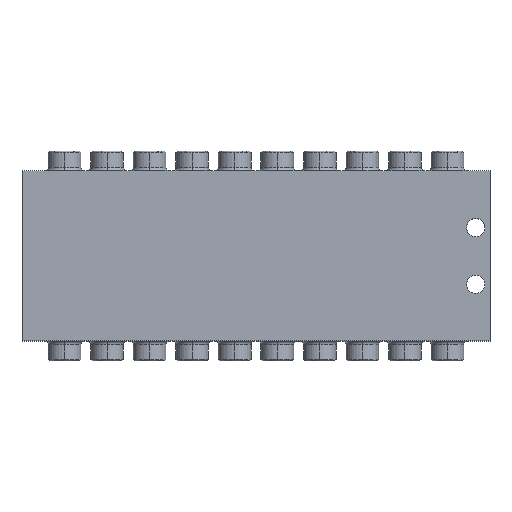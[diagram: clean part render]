
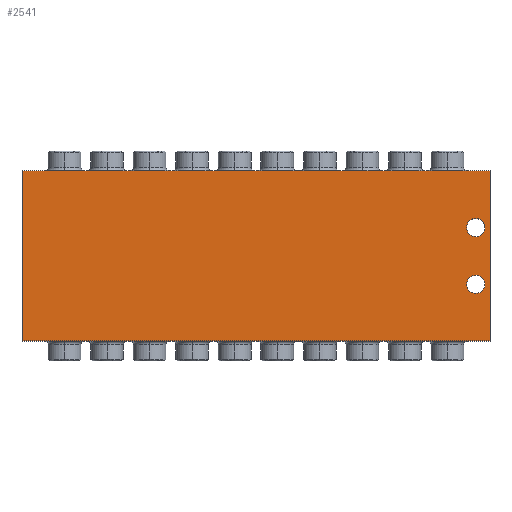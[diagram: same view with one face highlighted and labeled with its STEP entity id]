
A CAD part, top view. The second image highlights one B-rep face of the part: STEP entity #2541.
In plain terms, the highlighted planar face has unit normal (0, 0, 1).
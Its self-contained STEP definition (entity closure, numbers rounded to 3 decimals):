
#253 = ORIENTED_EDGE ( 'NONE', *, *, #3913, .F. ) ;
#414 = EDGE_CURVE ( 'NONE', #11623, #1436, #1945, .T. ) ;
#1037 = CARTESIAN_POINT ( 'NONE',  ( -82.5, -30., 30. ) ) ;
#1336 = CIRCLE ( 'NONE', #7420, 3.2 ) ;
#1339 = DIRECTION ( 'NONE',  ( 1., 0., 0. ) ) ;
#1436 = VERTEX_POINT ( 'NONE', #10911 ) ;
#1501 = DIRECTION ( 'NONE',  ( 0., 0., 1. ) ) ;
#1568 = LINE ( 'NONE', #7137, #4516 ) ;
#1601 = DIRECTION ( 'NONE',  ( -1., 0., 0. ) ) ;
#1688 = DIRECTION ( 'NONE',  ( 1., 0., 0. ) ) ;
#1740 = VERTEX_POINT ( 'NONE', #8218 ) ;
#1756 = ORIENTED_EDGE ( 'NONE', *, *, #4437, .T. ) ;
#1777 = LINE ( 'NONE', #9486, #11676 ) ;
#1840 = FACE_OUTER_BOUND ( 'NONE', #9196, .T. ) ;
#1945 = CIRCLE ( 'NONE', #6144, 3.2 ) ;
#2145 = CARTESIAN_POINT ( 'NONE',  ( 82.5, 30., 30. ) ) ;
#2525 = PLANE ( 'NONE',  #5084 ) ;
#2541 = ADVANCED_FACE ( 'NONE', ( #4613, #3388, #1840 ), #2525, .T. ) ;
#2739 = VECTOR ( 'NONE', #8963, 1000. ) ;
#3360 = CIRCLE ( 'NONE', #4666, 3.2 ) ;
#3388 = FACE_BOUND ( 'NONE', #5970, .T. ) ;
#3509 = CARTESIAN_POINT ( 'NONE',  ( -82.5, -30., 30. ) ) ;
#3786 = CARTESIAN_POINT ( 'NONE',  ( 74.3, 10., 30. ) ) ;
#3913 = EDGE_CURVE ( 'NONE', #9180, #7430, #6302, .T. ) ;
#3969 = EDGE_CURVE ( 'NONE', #7430, #9180, #3360, .T. ) ;
#4050 = EDGE_CURVE ( 'NONE', #6762, #7862, #9704, .T. ) ;
#4384 = ORIENTED_EDGE ( 'NONE', *, *, #414, .F. ) ;
#4437 = EDGE_CURVE ( 'NONE', #1740, #9309, #5512, .T. ) ;
#4516 = VECTOR ( 'NONE', #8088, 1000. ) ;
#4613 = FACE_BOUND ( 'NONE', #10715, .T. ) ;
#4666 = AXIS2_PLACEMENT_3D ( 'NONE', #9788, #5808, #5764 ) ;
#4826 = CARTESIAN_POINT ( 'NONE',  ( 77.5, 10., 30. ) ) ;
#5084 = AXIS2_PLACEMENT_3D ( 'NONE', #3509, #11344, #10276 ) ;
#5490 = CARTESIAN_POINT ( 'NONE',  ( 77.5, 10., 30. ) ) ;
#5512 = LINE ( 'NONE', #2145, #2739 ) ;
#5582 = AXIS2_PLACEMENT_3D ( 'NONE', #5630, #10615, #1688 ) ;
#5630 = CARTESIAN_POINT ( 'NONE',  ( 77.5, -10., 30. ) ) ;
#5764 = DIRECTION ( 'NONE',  ( 1., 0., 0. ) ) ;
#5808 = DIRECTION ( 'NONE',  ( 0., 0., 1. ) ) ;
#5823 = DIRECTION ( 'NONE',  ( 0., 0., 1. ) ) ;
#5878 = CARTESIAN_POINT ( 'NONE',  ( 82.5, 30., 30. ) ) ;
#5970 = EDGE_LOOP ( 'NONE', ( #11481, #4384 ) ) ;
#6144 = AXIS2_PLACEMENT_3D ( 'NONE', #4826, #5823, #10672 ) ;
#6166 = CARTESIAN_POINT ( 'NONE',  ( 80.7, -10., 30. ) ) ;
#6302 = CIRCLE ( 'NONE', #5582, 3.2 ) ;
#6762 = VERTEX_POINT ( 'NONE', #8046 ) ;
#6773 = VECTOR ( 'NONE', #7973, 1000. ) ;
#6819 = EDGE_CURVE ( 'NONE', #7862, #1740, #1568, .T. ) ;
#7137 = CARTESIAN_POINT ( 'NONE',  ( -82.5, -30., 30. ) ) ;
#7420 = AXIS2_PLACEMENT_3D ( 'NONE', #5490, #1501, #1339 ) ;
#7430 = VERTEX_POINT ( 'NONE', #6166 ) ;
#7862 = VERTEX_POINT ( 'NONE', #1037 ) ;
#7932 = CARTESIAN_POINT ( 'NONE',  ( -82.5, 30., 30. ) ) ;
#7973 = DIRECTION ( 'NONE',  ( 0., -1., 0. ) ) ;
#8046 = CARTESIAN_POINT ( 'NONE',  ( -82.5, 30., 30. ) ) ;
#8088 = DIRECTION ( 'NONE',  ( 1., 0., 0. ) ) ;
#8218 = CARTESIAN_POINT ( 'NONE',  ( 82.5, -30., 30. ) ) ;
#8963 = DIRECTION ( 'NONE',  ( 0., 1., 0. ) ) ;
#9180 = VERTEX_POINT ( 'NONE', #9827 ) ;
#9196 = EDGE_LOOP ( 'NONE', ( #10907, #12267, #1756, #10305 ) ) ;
#9309 = VERTEX_POINT ( 'NONE', #5878 ) ;
#9486 = CARTESIAN_POINT ( 'NONE',  ( -82.5, 30., 30. ) ) ;
#9704 = LINE ( 'NONE', #7932, #6773 ) ;
#9707 = ORIENTED_EDGE ( 'NONE', *, *, #3969, .F. ) ;
#9788 = CARTESIAN_POINT ( 'NONE',  ( 77.5, -10., 30. ) ) ;
#9827 = CARTESIAN_POINT ( 'NONE',  ( 74.3, -10., 30. ) ) ;
#10276 = DIRECTION ( 'NONE',  ( 1., 0., 0. ) ) ;
#10305 = ORIENTED_EDGE ( 'NONE', *, *, #12504, .T. ) ;
#10615 = DIRECTION ( 'NONE',  ( 0., 0., 1. ) ) ;
#10672 = DIRECTION ( 'NONE',  ( 1., 0., 0. ) ) ;
#10715 = EDGE_LOOP ( 'NONE', ( #9707, #253 ) ) ;
#10907 = ORIENTED_EDGE ( 'NONE', *, *, #4050, .T. ) ;
#10911 = CARTESIAN_POINT ( 'NONE',  ( 80.7, 10., 30. ) ) ;
#11341 = EDGE_CURVE ( 'NONE', #1436, #11623, #1336, .T. ) ;
#11344 = DIRECTION ( 'NONE',  ( 0., 0., 1. ) ) ;
#11481 = ORIENTED_EDGE ( 'NONE', *, *, #11341, .F. ) ;
#11623 = VERTEX_POINT ( 'NONE', #3786 ) ;
#11676 = VECTOR ( 'NONE', #1601, 1000. ) ;
#12267 = ORIENTED_EDGE ( 'NONE', *, *, #6819, .T. ) ;
#12504 = EDGE_CURVE ( 'NONE', #9309, #6762, #1777, .T. ) ;
